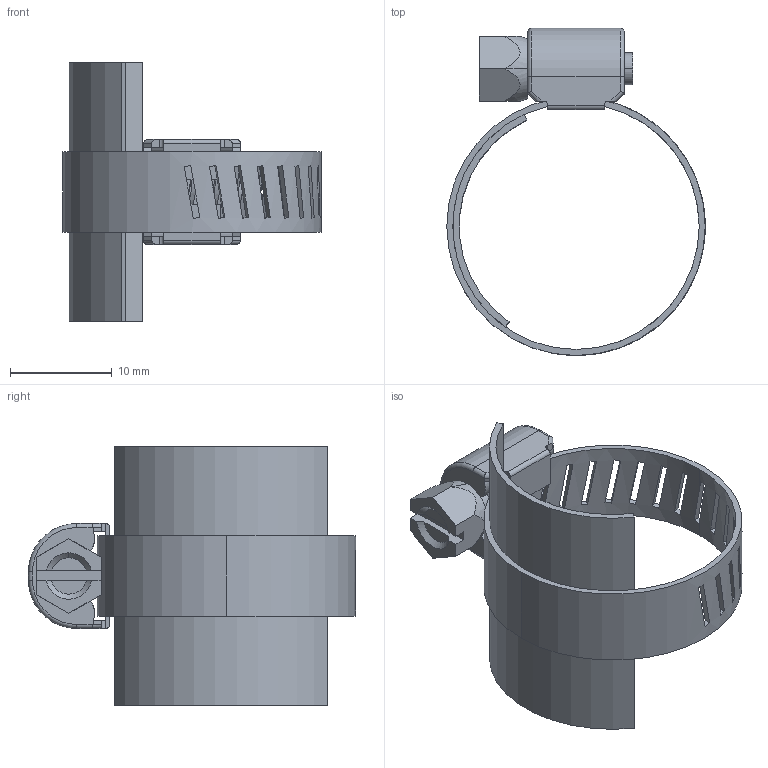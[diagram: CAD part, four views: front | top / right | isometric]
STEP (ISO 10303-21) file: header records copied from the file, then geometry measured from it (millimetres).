
FILE_DESCRIPTION (( 'STEP AP214' ), '1' );
FILE_NAME ('TK-1.STEP', '2019-07-30T18:30:02', ( '' ), ( '' ), 'SwSTEP 2.0', 'SolidWorks 2019', '' );
FILE_SCHEMA (( 'AUTOMOTIVE_DESIGN' ));
Length unit declared in the file: inch
Products named in the file (8): TK-1; 9090-0163; 1009-0002; 4037-0002^9090-0163
Assembly tree (5 placements, depth 3):
  TK-1
    9090-0163
      1009-0002
      4037-0002^9090-0163
  TK-1
    9090-0163
      1009-0002
  4037-0002^9090-0163
Bounding box: 25.4 x 32.15 x 25.4 mm (x, y, z)
Volume: 1205 mm3; surface area: 3567.8 mm2
Topology: 2 solids, 2 shells, 179 faces, 529 edges, 344 vertices
Faces by surface type: plane 129, cylinder 39, cone 5, torus 4, bspline 2
Entity records: 6680 total; most frequent: CARTESIAN_POINT 2052, ORIENTED_EDGE 1056, DIRECTION 809, EDGE_CURVE 528, VERTEX_POINT 342, LINE 275, VECTOR 275, AXIS2_PLACEMENT_3D 267
